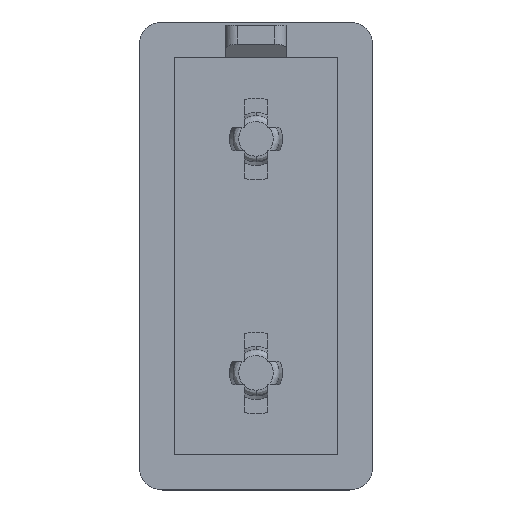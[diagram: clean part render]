
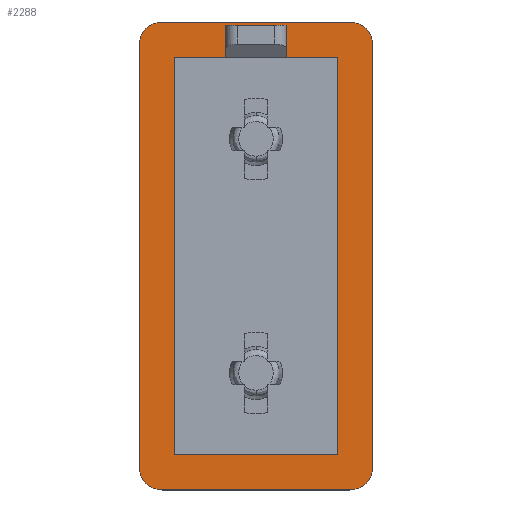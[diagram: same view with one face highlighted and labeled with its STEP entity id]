
A CAD part, top view. The second image highlights one B-rep face of the part: STEP entity #2288.
In plain terms, the highlighted planar face has unit normal (0, 0, 1).
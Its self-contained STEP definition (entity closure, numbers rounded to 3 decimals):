
#8 = AXIS2_PLACEMENT_3D ( 'NONE', #1104, #1370, #2243 ) ;
#65 = DIRECTION ( 'NONE',  ( 0., 1., 0. ) ) ;
#71 = LINE ( 'NONE', #2899, #1878 ) ;
#84 = CARTESIAN_POINT ( 'NONE',  ( 2.6, -20., 2.5 ) ) ;
#87 = CIRCLE ( 'NONE', #538, 2. ) ;
#94 = VERTEX_POINT ( 'NONE', #2839 ) ;
#96 = LINE ( 'NONE', #1778, #2756 ) ;
#140 = EDGE_CURVE ( 'NONE', #94, #3041, #96, .T. ) ;
#190 = CARTESIAN_POINT ( 'NONE',  ( -7., -17., 2.5 ) ) ;
#213 = VECTOR ( 'NONE', #1014, 1000. ) ;
#249 = CARTESIAN_POINT ( 'NONE',  ( 8., -20., 2.5 ) ) ;
#252 = EDGE_CURVE ( 'NONE', #2087, #698, #1087, .T. ) ;
#262 = VERTEX_POINT ( 'NONE', #1839 ) ;
#317 = DIRECTION ( 'NONE',  ( 0., 1., 0. ) ) ;
#324 = LINE ( 'NONE', #84, #1328 ) ;
#346 = VECTOR ( 'NONE', #2802, 1000. ) ;
#369 = DIRECTION ( 'NONE',  ( 0., 1., 0. ) ) ;
#389 = ORIENTED_EDGE ( 'NONE', *, *, #2181, .T. ) ;
#394 = EDGE_CURVE ( 'NONE', #1161, #1219, #71, .T. ) ;
#404 = CARTESIAN_POINT ( 'NONE',  ( -8., 18., 2.5 ) ) ;
#405 = LINE ( 'NONE', #885, #1717 ) ;
#437 = LINE ( 'NONE', #1603, #2946 ) ;
#438 = ORIENTED_EDGE ( 'NONE', *, *, #2645, .T. ) ;
#528 = CARTESIAN_POINT ( 'NONE',  ( 7., -20., 2.5 ) ) ;
#532 = VERTEX_POINT ( 'NONE', #1459 ) ;
#538 = AXIS2_PLACEMENT_3D ( 'NONE', #404, #1340, #794 ) ;
#625 = DIRECTION ( 'NONE',  ( -1., 0., 0. ) ) ;
#651 = CARTESIAN_POINT ( 'NONE',  ( 10., 20., 2.5 ) ) ;
#698 = VERTEX_POINT ( 'NONE', #2690 ) ;
#704 = EDGE_CURVE ( 'NONE', #1586, #956, #87, .T. ) ;
#736 = ORIENTED_EDGE ( 'NONE', *, *, #2516, .T. ) ;
#748 = AXIS2_PLACEMENT_3D ( 'NONE', #1953, #2674, #65 ) ;
#785 = DIRECTION ( 'NONE',  ( 1., 0., 0. ) ) ;
#794 = DIRECTION ( 'NONE',  ( 0., 1., 0. ) ) ;
#795 = DIRECTION ( 'NONE',  ( 0., -1., 0. ) ) ;
#807 = ORIENTED_EDGE ( 'NONE', *, *, #1155, .T. ) ;
#825 = CARTESIAN_POINT ( 'NONE',  ( -8., -18., 2.5 ) ) ;
#836 = ORIENTED_EDGE ( 'NONE', *, *, #704, .T. ) ;
#849 = LINE ( 'NONE', #651, #1571 ) ;
#855 = PLANE ( 'NONE',  #8 ) ;
#885 = CARTESIAN_POINT ( 'NONE',  ( -7., -20., 2.5 ) ) ;
#939 = EDGE_LOOP ( 'NONE', ( #389, #1095, #1016, #736, #2444, #1513, #1951, #1624 ) ) ;
#946 = CARTESIAN_POINT ( 'NONE',  ( -10., 20., 2.5 ) ) ;
#947 = EDGE_CURVE ( 'NONE', #2450, #532, #849, .T. ) ;
#951 = LINE ( 'NONE', #2606, #2933 ) ;
#956 = VERTEX_POINT ( 'NONE', #2066 ) ;
#997 = VERTEX_POINT ( 'NONE', #249 ) ;
#1003 = CARTESIAN_POINT ( 'NONE',  ( 10., -20., 2.5 ) ) ;
#1014 = DIRECTION ( 'NONE',  ( -1., 0., 0. ) ) ;
#1016 = ORIENTED_EDGE ( 'NONE', *, *, #394, .T. ) ;
#1038 = DIRECTION ( 'NONE',  ( 1., 0., 0. ) ) ;
#1054 = LINE ( 'NONE', #1003, #2162 ) ;
#1085 = EDGE_CURVE ( 'NONE', #3041, #262, #1884, .T. ) ;
#1087 = CIRCLE ( 'NONE', #2953, 2. ) ;
#1095 = ORIENTED_EDGE ( 'NONE', *, *, #1308, .T. ) ;
#1104 = CARTESIAN_POINT ( 'NONE',  ( -10., -20., 2.5 ) ) ;
#1155 = EDGE_CURVE ( 'NONE', #2087, #997, #1054, .T. ) ;
#1161 = VERTEX_POINT ( 'NONE', #2199 ) ;
#1219 = VERTEX_POINT ( 'NONE', #2785 ) ;
#1252 = EDGE_CURVE ( 'NONE', #1898, #2564, #437, .T. ) ;
#1308 = EDGE_CURVE ( 'NONE', #1749, #1161, #405, .T. ) ;
#1328 = VECTOR ( 'NONE', #795, 1000. ) ;
#1340 = DIRECTION ( 'NONE',  ( 0., 0., 1. ) ) ;
#1370 = DIRECTION ( 'NONE',  ( 0., 0., 1. ) ) ;
#1401 = VECTOR ( 'NONE', #317, 1000. ) ;
#1432 = CARTESIAN_POINT ( 'NONE',  ( 10., -18., 2.5 ) ) ;
#1459 = CARTESIAN_POINT ( 'NONE',  ( 10., 18., 2.5 ) ) ;
#1513 = ORIENTED_EDGE ( 'NONE', *, *, #1514, .T. ) ;
#1514 = EDGE_CURVE ( 'NONE', #2564, #94, #324, .T. ) ;
#1571 = VECTOR ( 'NONE', #1594, 1000. ) ;
#1586 = VERTEX_POINT ( 'NONE', #2470 ) ;
#1594 = DIRECTION ( 'NONE',  ( 0., 1., 0. ) ) ;
#1603 = CARTESIAN_POINT ( 'NONE',  ( -10., 19.7, 2.5 ) ) ;
#1624 = ORIENTED_EDGE ( 'NONE', *, *, #1085, .T. ) ;
#1639 = ORIENTED_EDGE ( 'NONE', *, *, #2119, .T. ) ;
#1669 = ORIENTED_EDGE ( 'NONE', *, *, #2075, .T. ) ;
#1687 = ORIENTED_EDGE ( 'NONE', *, *, #2495, .T. ) ;
#1717 = VECTOR ( 'NONE', #1828, 1000. ) ;
#1730 = LINE ( 'NONE', #2917, #1401 ) ;
#1748 = CARTESIAN_POINT ( 'NONE',  ( -10., -17., 2.5 ) ) ;
#1749 = VERTEX_POINT ( 'NONE', #190 ) ;
#1778 = CARTESIAN_POINT ( 'NONE',  ( -10., 17., 2.5 ) ) ;
#1828 = DIRECTION ( 'NONE',  ( 0., 1., 0. ) ) ;
#1831 = CIRCLE ( 'NONE', #748, 2. ) ;
#1839 = CARTESIAN_POINT ( 'NONE',  ( 7., -17., 2.5 ) ) ;
#1878 = VECTOR ( 'NONE', #785, 1000. ) ;
#1884 = LINE ( 'NONE', #528, #346 ) ;
#1898 = VERTEX_POINT ( 'NONE', #1992 ) ;
#1935 = DIRECTION ( 'NONE',  ( 0., 1., 0. ) ) ;
#1939 = LINE ( 'NONE', #1748, #213 ) ;
#1951 = ORIENTED_EDGE ( 'NONE', *, *, #140, .T. ) ;
#1953 = CARTESIAN_POINT ( 'NONE',  ( 8., -18., 2.5 ) ) ;
#1980 = CARTESIAN_POINT ( 'NONE',  ( 8., 18., 2.5 ) ) ;
#1992 = CARTESIAN_POINT ( 'NONE',  ( -2.6, 19.7, 2.5 ) ) ;
#2066 = CARTESIAN_POINT ( 'NONE',  ( -10., 18., 2.5 ) ) ;
#2075 = EDGE_CURVE ( 'NONE', #956, #698, #2151, .T. ) ;
#2087 = VERTEX_POINT ( 'NONE', #2857 ) ;
#2119 = EDGE_CURVE ( 'NONE', #997, #2450, #1831, .T. ) ;
#2151 = LINE ( 'NONE', #946, #2528 ) ;
#2162 = VECTOR ( 'NONE', #1038, 1000. ) ;
#2177 = DIRECTION ( 'NONE',  ( 0., 0., 1. ) ) ;
#2181 = EDGE_CURVE ( 'NONE', #262, #1749, #1939, .T. ) ;
#2199 = CARTESIAN_POINT ( 'NONE',  ( -7., 17., 2.5 ) ) ;
#2243 = DIRECTION ( 'NONE',  ( 0., -1., 0. ) ) ;
#2252 = EDGE_LOOP ( 'NONE', ( #807, #1639, #2911, #1687, #438, #836, #1669, #2262 ) ) ;
#2262 = ORIENTED_EDGE ( 'NONE', *, *, #252, .F. ) ;
#2288 = ADVANCED_FACE ( 'NONE', ( #2290, #2782 ), #855, .T. ) ;
#2290 = FACE_BOUND ( 'NONE', #939, .T. ) ;
#2389 = CARTESIAN_POINT ( 'NONE',  ( 2.6, 19.7, 2.5 ) ) ;
#2444 = ORIENTED_EDGE ( 'NONE', *, *, #1252, .T. ) ;
#2450 = VERTEX_POINT ( 'NONE', #1432 ) ;
#2470 = CARTESIAN_POINT ( 'NONE',  ( -8., 20., 2.5 ) ) ;
#2471 = DIRECTION ( 'NONE',  ( 0., 0., -1. ) ) ;
#2478 = DIRECTION ( 'NONE',  ( 1., 0., 0. ) ) ;
#2495 = EDGE_CURVE ( 'NONE', #532, #2501, #2865, .T. ) ;
#2501 = VERTEX_POINT ( 'NONE', #2626 ) ;
#2516 = EDGE_CURVE ( 'NONE', #1219, #1898, #1730, .T. ) ;
#2528 = VECTOR ( 'NONE', #2575, 1000. ) ;
#2564 = VERTEX_POINT ( 'NONE', #2389 ) ;
#2575 = DIRECTION ( 'NONE',  ( 0., -1., 0. ) ) ;
#2606 = CARTESIAN_POINT ( 'NONE',  ( 10., 20., 2.5 ) ) ;
#2626 = CARTESIAN_POINT ( 'NONE',  ( 8., 20., 2.5 ) ) ;
#2645 = EDGE_CURVE ( 'NONE', #2501, #1586, #951, .T. ) ;
#2674 = DIRECTION ( 'NONE',  ( 0., 0., 1. ) ) ;
#2690 = CARTESIAN_POINT ( 'NONE',  ( -10., -18., 2.5 ) ) ;
#2719 = AXIS2_PLACEMENT_3D ( 'NONE', #1980, #2177, #1935 ) ;
#2755 = CARTESIAN_POINT ( 'NONE',  ( 7., 17., 2.5 ) ) ;
#2756 = VECTOR ( 'NONE', #2885, 1000. ) ;
#2782 = FACE_OUTER_BOUND ( 'NONE', #2252, .T. ) ;
#2785 = CARTESIAN_POINT ( 'NONE',  ( -2.6, 17., 2.5 ) ) ;
#2802 = DIRECTION ( 'NONE',  ( 0., -1., 0. ) ) ;
#2839 = CARTESIAN_POINT ( 'NONE',  ( 2.6, 17., 2.5 ) ) ;
#2857 = CARTESIAN_POINT ( 'NONE',  ( -8., -20., 2.5 ) ) ;
#2865 = CIRCLE ( 'NONE', #2719, 2. ) ;
#2885 = DIRECTION ( 'NONE',  ( 1., 0., 0. ) ) ;
#2899 = CARTESIAN_POINT ( 'NONE',  ( -10., 17., 2.5 ) ) ;
#2911 = ORIENTED_EDGE ( 'NONE', *, *, #947, .T. ) ;
#2917 = CARTESIAN_POINT ( 'NONE',  ( -2.6, -20., 2.5 ) ) ;
#2933 = VECTOR ( 'NONE', #625, 1000. ) ;
#2946 = VECTOR ( 'NONE', #2478, 1000. ) ;
#2953 = AXIS2_PLACEMENT_3D ( 'NONE', #825, #2471, #369 ) ;
#3041 = VERTEX_POINT ( 'NONE', #2755 ) ;
